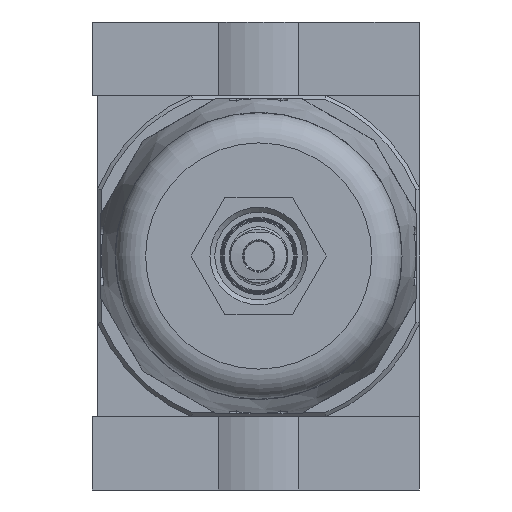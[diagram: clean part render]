
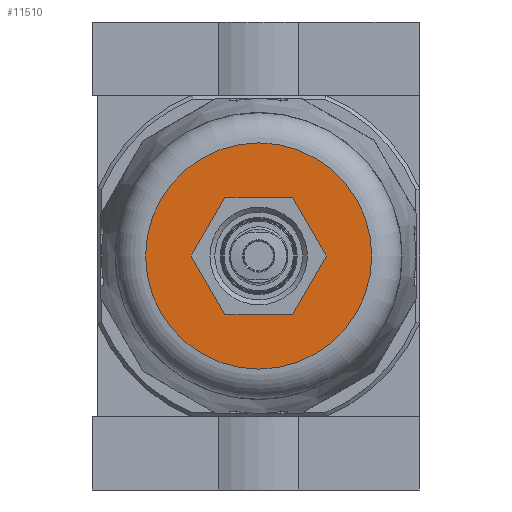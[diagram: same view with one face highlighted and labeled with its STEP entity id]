
A CAD part, front view. The second image highlights one B-rep face of the part: STEP entity #11510.
In plain terms, the highlighted planar face has unit normal (0, -1, 0).
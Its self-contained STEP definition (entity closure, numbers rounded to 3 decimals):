
#897=CIRCLE('',#12351,23.2);
#2288=ORIENTED_EDGE('',*,*,#4234,.T.);
#2289=ORIENTED_EDGE('',*,*,#4235,.T.);
#2290=ORIENTED_EDGE('',*,*,#4236,.T.);
#2291=ORIENTED_EDGE('',*,*,#4237,.T.);
#2292=ORIENTED_EDGE('',*,*,#4238,.T.);
#2293=ORIENTED_EDGE('',*,*,#4239,.T.);
#2294=ORIENTED_EDGE('',*,*,#4240,.T.);
#4234=EDGE_CURVE('',#5313,#5313,#897,.T.);
#4235=EDGE_CURVE('',#5314,#5315,#5967,.T.);
#4236=EDGE_CURVE('',#5315,#5316,#5968,.T.);
#4237=EDGE_CURVE('',#5316,#5317,#5969,.T.);
#4238=EDGE_CURVE('',#5317,#5318,#5970,.T.);
#4239=EDGE_CURVE('',#5318,#5319,#5971,.T.);
#4240=EDGE_CURVE('',#5319,#5314,#5972,.T.);
#5313=VERTEX_POINT('',#17436);
#5314=VERTEX_POINT('',#17438);
#5315=VERTEX_POINT('',#17439);
#5316=VERTEX_POINT('',#17441);
#5317=VERTEX_POINT('',#17443);
#5318=VERTEX_POINT('',#17445);
#5319=VERTEX_POINT('',#17447);
#5967=LINE('',#17437,#6471);
#5968=LINE('',#17440,#6472);
#5969=LINE('',#17442,#6473);
#5970=LINE('',#17444,#6474);
#5971=LINE('',#17446,#6475);
#5972=LINE('',#17448,#6476);
#6471=VECTOR('',#14083,1000.);
#6472=VECTOR('',#14084,1000.);
#6473=VECTOR('',#14085,1000.);
#6474=VECTOR('',#14086,1000.);
#6475=VECTOR('',#14087,1000.);
#6476=VECTOR('',#14088,1000.);
#7088=EDGE_LOOP('',(#2288));
#7089=EDGE_LOOP('',(#2289,#2290,#2291,#2292,#2293,#2294));
#7852=FACE_BOUND('',#7088,.T.);
#7853=FACE_BOUND('',#7089,.T.);
#8440=PLANE('',#12350);
#11510=ADVANCED_FACE('',(#7852,#7853),#8440,.F.);
#12350=AXIS2_PLACEMENT_3D('',#17434,#14079,#14080);
#12351=AXIS2_PLACEMENT_3D('',#17435,#14081,#14082);
#14079=DIRECTION('',(0.,1.,0.));
#14080=DIRECTION('',(0.,0.,1.));
#14081=DIRECTION('',(0.,-1.,0.));
#14082=DIRECTION('',(0.,0.,-1.));
#14083=DIRECTION('',(0.,0.,1.));
#14084=DIRECTION('',(0.866,0.,0.5));
#14085=DIRECTION('',(0.866,0.,-0.5));
#14086=DIRECTION('',(0.,0.,-1.));
#14087=DIRECTION('',(-0.866,0.,-0.5));
#14088=DIRECTION('',(-0.866,0.,0.5));
#17434=CARTESIAN_POINT('',(23.2,-164.,0.));
#17435=CARTESIAN_POINT('',(0.,-164.,0.));
#17436=CARTESIAN_POINT('',(0.,-164.,-23.2));
#17437=CARTESIAN_POINT('',(-12.,-164.,-6.928));
#17438=CARTESIAN_POINT('',(-12.,-164.,-6.928));
#17439=CARTESIAN_POINT('',(-12.,-164.,6.928));
#17440=CARTESIAN_POINT('',(-12.,-164.,6.928));
#17441=CARTESIAN_POINT('',(0.,-164.,13.856));
#17442=CARTESIAN_POINT('',(0.,-164.,13.856));
#17443=CARTESIAN_POINT('',(12.,-164.,6.928));
#17444=CARTESIAN_POINT('',(12.,-164.,6.928));
#17445=CARTESIAN_POINT('',(12.,-164.,-6.928));
#17446=CARTESIAN_POINT('',(12.,-164.,-6.928));
#17447=CARTESIAN_POINT('',(0.,-164.,-13.856));
#17448=CARTESIAN_POINT('',(0.,-164.,-13.856));
